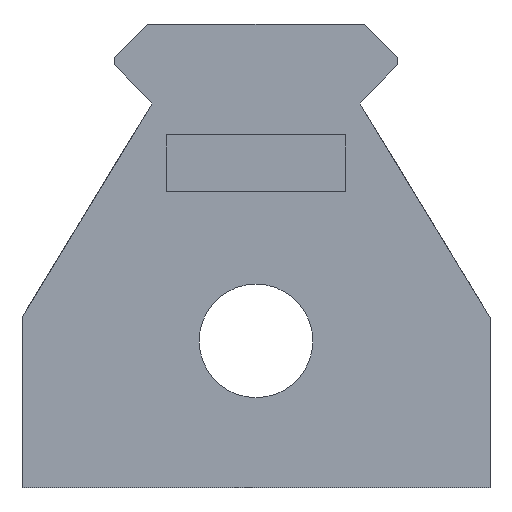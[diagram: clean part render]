
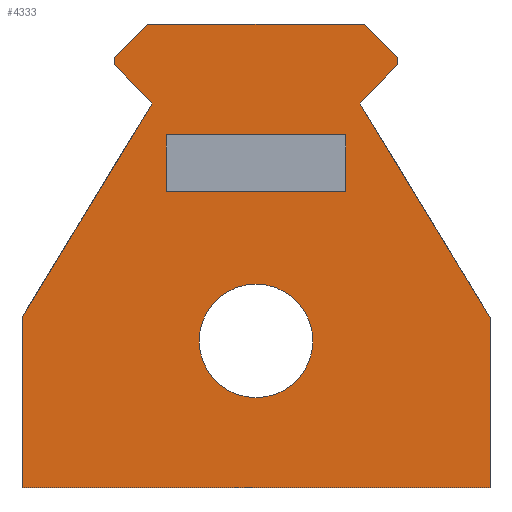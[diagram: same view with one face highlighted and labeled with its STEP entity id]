
A CAD part, front view. The second image highlights one B-rep face of the part: STEP entity #4333.
In plain terms, the highlighted planar face has unit normal (0, -1, 0).
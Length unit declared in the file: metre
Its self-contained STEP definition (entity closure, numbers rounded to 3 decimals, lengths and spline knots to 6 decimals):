
#153=CIRCLE('',#4615,0.00425);
#217=ORIENTED_EDGE('',*,*,#1501,.F.);
#218=ORIENTED_EDGE('',*,*,#1502,.F.);
#219=ORIENTED_EDGE('',*,*,#1503,.T.);
#220=ORIENTED_EDGE('',*,*,#1504,.T.);
#221=ORIENTED_EDGE('',*,*,#1505,.F.);
#222=ORIENTED_EDGE('',*,*,#1506,.F.);
#223=ORIENTED_EDGE('',*,*,#1507,.F.);
#224=ORIENTED_EDGE('',*,*,#1508,.F.);
#225=ORIENTED_EDGE('',*,*,#1509,.F.);
#226=ORIENTED_EDGE('',*,*,#1510,.F.);
#227=ORIENTED_EDGE('',*,*,#1511,.F.);
#228=ORIENTED_EDGE('',*,*,#1512,.T.);
#229=ORIENTED_EDGE('',*,*,#1513,.F.);
#230=ORIENTED_EDGE('',*,*,#1514,.F.);
#231=ORIENTED_EDGE('',*,*,#1515,.T.);
#232=ORIENTED_EDGE('',*,*,#1516,.F.);
#233=ORIENTED_EDGE('',*,*,#1517,.T.);
#234=ORIENTED_EDGE('',*,*,#1518,.T.);
#235=ORIENTED_EDGE('',*,*,#1519,.F.);
#1501=EDGE_CURVE('',#2143,#2144,#2533,.T.);
#1502=EDGE_CURVE('',#2145,#2143,#2534,.T.);
#1503=EDGE_CURVE('',#2145,#2146,#2535,.T.);
#1504=EDGE_CURVE('',#2146,#2147,#2536,.T.);
#1505=EDGE_CURVE('',#2148,#2147,#2537,.T.);
#1506=EDGE_CURVE('',#2149,#2148,#2538,.T.);
#1507=EDGE_CURVE('',#2150,#2149,#2539,.T.);
#1508=EDGE_CURVE('',#2151,#2150,#2540,.T.);
#1509=EDGE_CURVE('',#2152,#2151,#2541,.T.);
#1510=EDGE_CURVE('',#2153,#2152,#2542,.T.);
#1511=EDGE_CURVE('',#2154,#2153,#2543,.T.);
#1512=EDGE_CURVE('',#2154,#2155,#2544,.T.);
#1513=EDGE_CURVE('',#2156,#2155,#2545,.T.);
#1514=EDGE_CURVE('',#2144,#2156,#2546,.T.);
#1515=EDGE_CURVE('',#2157,#2157,#153,.T.);
#1516=EDGE_CURVE('',#2158,#2159,#2547,.T.);
#1517=EDGE_CURVE('',#2158,#2160,#2548,.T.);
#1518=EDGE_CURVE('',#2160,#2161,#2549,.T.);
#1519=EDGE_CURVE('',#2159,#2161,#2550,.T.);
#2143=VERTEX_POINT('',#5978);
#2144=VERTEX_POINT('',#5979);
#2145=VERTEX_POINT('',#5981);
#2146=VERTEX_POINT('',#5983);
#2147=VERTEX_POINT('',#5985);
#2148=VERTEX_POINT('',#5987);
#2149=VERTEX_POINT('',#5989);
#2150=VERTEX_POINT('',#5991);
#2151=VERTEX_POINT('',#5993);
#2152=VERTEX_POINT('',#5995);
#2153=VERTEX_POINT('',#5997);
#2154=VERTEX_POINT('',#5999);
#2155=VERTEX_POINT('',#6001);
#2156=VERTEX_POINT('',#6003);
#2157=VERTEX_POINT('',#6006);
#2158=VERTEX_POINT('',#6008);
#2159=VERTEX_POINT('',#6009);
#2160=VERTEX_POINT('',#6011);
#2161=VERTEX_POINT('',#6013);
#2533=LINE('',#5977,#3028);
#2534=LINE('',#5980,#3029);
#2535=LINE('',#5982,#3030);
#2536=LINE('',#5984,#3031);
#2537=LINE('',#5986,#3032);
#2538=LINE('',#5988,#3033);
#2539=LINE('',#5990,#3034);
#2540=LINE('',#5992,#3035);
#2541=LINE('',#5994,#3036);
#2542=LINE('',#5996,#3037);
#2543=LINE('',#5998,#3038);
#2544=LINE('',#6000,#3039);
#2545=LINE('',#6002,#3040);
#2546=LINE('',#6004,#3041);
#2547=LINE('',#6007,#3042);
#2548=LINE('',#6010,#3043);
#2549=LINE('',#6012,#3044);
#2550=LINE('',#6014,#3045);
#3028=VECTOR('',#4906,1.);
#3029=VECTOR('',#4907,1.);
#3030=VECTOR('',#4908,1.);
#3031=VECTOR('',#4909,1.);
#3032=VECTOR('',#4910,1.);
#3033=VECTOR('',#4911,1.);
#3034=VECTOR('',#4912,1.);
#3035=VECTOR('',#4913,1.);
#3036=VECTOR('',#4914,1.);
#3037=VECTOR('',#4915,1.);
#3038=VECTOR('',#4916,1.);
#3039=VECTOR('',#4917,1.);
#3040=VECTOR('',#4918,1.);
#3041=VECTOR('',#4919,1.);
#3042=VECTOR('',#4922,1.);
#3043=VECTOR('',#4923,1.);
#3044=VECTOR('',#4924,1.);
#3045=VECTOR('',#4925,1.);
#3523=EDGE_LOOP('',(#217,#218,#219,#220,#221,#222,#223,#224,#225,#226,#227,
#228,#229,#230));
#3524=EDGE_LOOP('',(#231));
#3525=EDGE_LOOP('',(#232,#233,#234,#235));
#3823=FACE_BOUND('',#3523,.T.);
#3824=FACE_BOUND('',#3524,.T.);
#3825=FACE_BOUND('',#3525,.T.);
#4123=PLANE('',#4614);
#4333=ADVANCED_FACE('',(#3823,#3824,#3825),#4123,.T.);
#4614=AXIS2_PLACEMENT_3D('',#5976,#4904,#4905);
#4615=AXIS2_PLACEMENT_3D('',#6005,#4920,#4921);
#4904=DIRECTION('',(0.,-1.,0.));
#4905=DIRECTION('',(-1.,0.,0.));
#4906=DIRECTION('',(-0.707,0.,0.707));
#4907=DIRECTION('',(0.,0.,1.));
#4908=DIRECTION('',(-0.52,0.,-0.854));
#4909=DIRECTION('',(0.,0.,-1.));
#4910=DIRECTION('',(-1.,0.,0.));
#4911=DIRECTION('',(0.,0.,-1.));
#4912=DIRECTION('',(0.52,0.,-0.854));
#4913=DIRECTION('',(0.,0.,-1.));
#4914=DIRECTION('',(-0.707,0.,-0.707));
#4915=DIRECTION('',(0.,0.,-1.));
#4916=DIRECTION('',(0.707,0.,-0.707));
#4917=DIRECTION('',(-1.,0.,0.));
#4918=DIRECTION('',(0.707,0.,0.707));
#4919=DIRECTION('',(0.,0.,1.));
#4920=DIRECTION('',(0.,1.,0.));
#4921=DIRECTION('',(0.,0.,1.));
#4922=DIRECTION('',(0.,0.,-1.));
#4923=DIRECTION('',(1.,0.,0.));
#4924=DIRECTION('',(0.,0.,-1.));
#4925=DIRECTION('',(1.,0.,0.));
#5976=CARTESIAN_POINT('',(-0.016804,-0.239319,0.027661));
#5977=CARTESIAN_POINT('',(-0.040809,-0.239319,0.07691));
#5978=CARTESIAN_POINT('',(-0.039406,-0.239319,0.075506));
#5979=CARTESIAN_POINT('',(-0.042212,-0.239319,0.078313));
#5980=CARTESIAN_POINT('',(-0.039406,-0.239319,0.07544));
#5981=CARTESIAN_POINT('',(-0.039406,-0.239319,0.075374));
#5982=CARTESIAN_POINT('',(-0.045383,-0.239319,0.065547));
#5983=CARTESIAN_POINT('',(-0.049108,-0.239319,0.059423));
#5984=CARTESIAN_POINT('',(-0.049108,-0.239319,0.053047));
#5985=CARTESIAN_POINT('',(-0.049108,-0.239319,0.046671));
#5986=CARTESIAN_POINT('',(-0.014135,-0.239319,0.046671));
#5987=CARTESIAN_POINT('',(-0.014108,-0.239319,0.046671));
#5988=CARTESIAN_POINT('',(-0.014108,-0.239319,0.053047));
#5989=CARTESIAN_POINT('',(-0.014108,-0.239319,0.059423));
#5990=CARTESIAN_POINT('',(-0.017833,-0.239319,0.065547));
#5991=CARTESIAN_POINT('',(-0.02381,-0.239319,0.075374));
#5992=CARTESIAN_POINT('',(-0.02381,-0.239319,0.07544));
#5993=CARTESIAN_POINT('',(-0.02381,-0.239319,0.075506));
#5994=CARTESIAN_POINT('',(-0.022407,-0.239319,0.07691));
#5995=CARTESIAN_POINT('',(-0.021003,-0.239319,0.078313));
#5996=CARTESIAN_POINT('',(-0.021003,-0.239319,0.07858));
#5997=CARTESIAN_POINT('',(-0.021003,-0.239319,0.078846));
#5998=CARTESIAN_POINT('',(-0.022267,-0.239319,0.08011));
#5999=CARTESIAN_POINT('',(-0.023518,-0.239319,0.081361));
#6000=CARTESIAN_POINT('',(-0.010012,-0.239319,0.081361));
#6001=CARTESIAN_POINT('',(-0.039698,-0.239319,0.081361));
#6002=CARTESIAN_POINT('',(-0.040949,-0.239319,0.08011));
#6003=CARTESIAN_POINT('',(-0.042212,-0.239319,0.078846));
#6004=CARTESIAN_POINT('',(-0.042212,-0.239319,0.07858));
#6005=CARTESIAN_POINT('',(-0.031608,-0.239319,0.057671));
#6006=CARTESIAN_POINT('',(-0.031608,-0.239319,0.061921));
#6007=CARTESIAN_POINT('',(-0.03833,-0.239319,0.070963));
#6008=CARTESIAN_POINT('',(-0.03833,-0.239319,0.073072));
#6009=CARTESIAN_POINT('',(-0.03833,-0.239319,0.068853));
#6010=CARTESIAN_POINT('',(-0.031608,-0.239319,0.073072));
#6011=CARTESIAN_POINT('',(-0.024886,-0.239319,0.073072));
#6012=CARTESIAN_POINT('',(-0.024886,-0.239319,0.070963));
#6013=CARTESIAN_POINT('',(-0.024886,-0.239319,0.068853));
#6014=CARTESIAN_POINT('',(-0.031608,-0.239319,0.068853));
